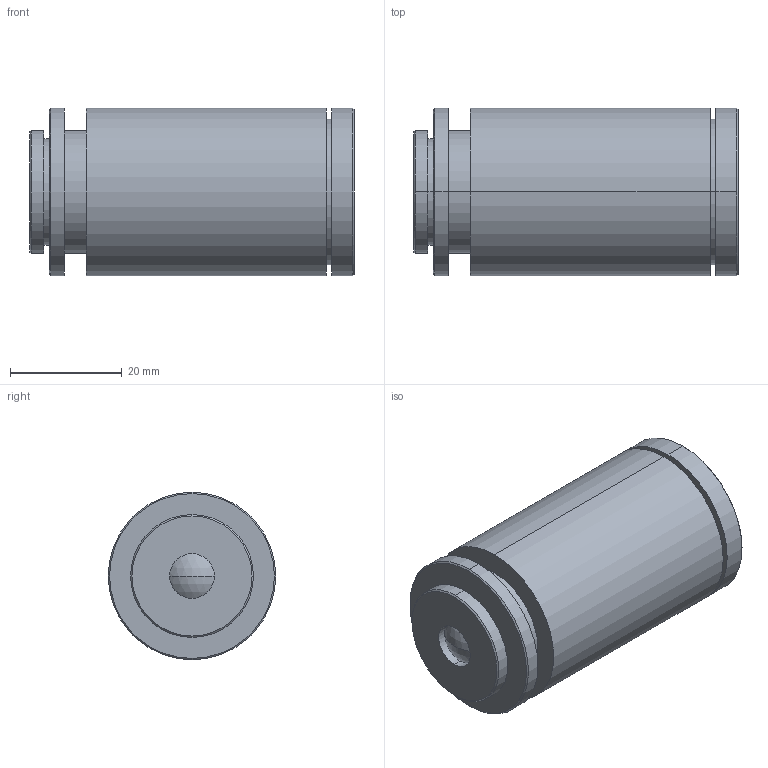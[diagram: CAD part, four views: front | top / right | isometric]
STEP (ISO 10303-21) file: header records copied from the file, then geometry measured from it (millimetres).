
FILE_DESCRIPTION (( 'STEP AP214' ), '1' );
FILE_NAME ('450002.STEP', '2025-10-27T08:15:58', ( '' ), ( '' ), 'SwSTEP 2.0', 'SolidWorks 2020', '' );
FILE_SCHEMA (( 'AUTOMOTIVE_DESIGN' ));
Length unit declared in the file: millimetre
Products named in the file (1): 450002
Bounding box: 58.07 x 30 x 30 mm (x, y, z)
Volume: 31174.7 mm3; surface area: 10459.4 mm2
Topology: 1 solids, 2 shells, 43 faces, 86 edges, 56 vertices
Faces by surface type: cylinder 22, plane 11, cone 6, sphere 4
Entity records: 1178 total; most frequent: DIRECTION 232, CARTESIAN_POINT 186, ORIENTED_EDGE 172, AXIS2_PLACEMENT_3D 102, EDGE_CURVE 86, CIRCLE 58, VERTEX_POINT 56, EDGE_LOOP 52
